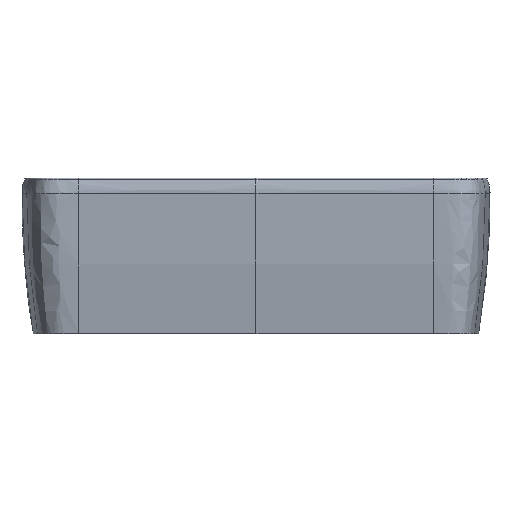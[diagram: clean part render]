
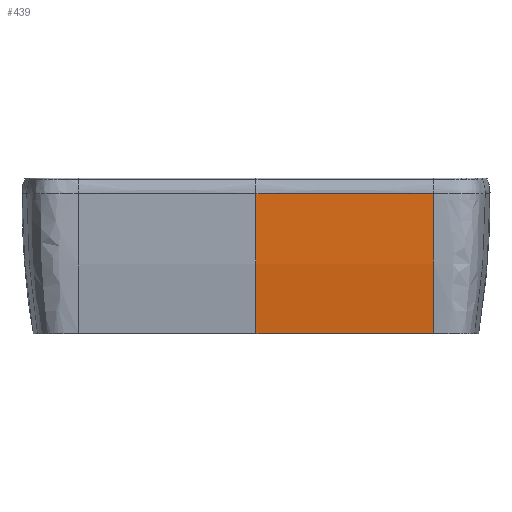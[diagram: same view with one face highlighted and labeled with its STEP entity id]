
A CAD part, front view. The second image highlights one B-rep face of the part: STEP entity #439.
In plain terms, the highlighted free-form (B-spline) face has degree [5, 5] with [9, 6] control points.
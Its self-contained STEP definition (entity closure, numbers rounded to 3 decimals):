
#439=ADVANCED_FACE('',(#981),#8074,.T.);
#981=FACE_OUTER_BOUND('',#1522,.T.);
#1522=EDGE_LOOP('',(#3748,#3749,#3750,#3751));
#3748=ORIENTED_EDGE('',*,*,#5383,.T.);
#3749=ORIENTED_EDGE('',*,*,#5349,.F.);
#3750=ORIENTED_EDGE('',*,*,#5350,.T.);
#3751=ORIENTED_EDGE('',*,*,#5371,.T.);
#5349=EDGE_CURVE('',#7669,#7681,#6678,.T.);
#5350=EDGE_CURVE('',#7669,#7670,#6679,.T.);
#5371=EDGE_CURVE('',#7670,#7682,#6700,.T.);
#5383=EDGE_CURVE('',#7682,#7681,#6712,.T.);
#6678=B_SPLINE_CURVE_WITH_KNOTS('',5,(#91174,#91175,#91176,#91177,#91178,
#91179,#91180,#91181,#91182),.UNSPECIFIED.,.F.,.F.,(6,3,6),(0.,5.652,
542.046),.UNSPECIFIED.);
#6679=B_SPLINE_CURVE_WITH_KNOTS('',5,(#91183,#91184,#91185,#91186,#91187,
#91188),.UNSPECIFIED.,.F.,.F.,(6,6),(-500968.004,-500000.),
 .UNSPECIFIED.);
#6700=B_SPLINE_CURVE_WITH_KNOTS('',5,(#91373,#91374,#91375,#91376,#91377,
#91378,#91379,#91380,#91381),.UNSPECIFIED.,.F.,.F.,(6,3,6),(0.,5.633,
540.278),.UNSPECIFIED.);
#6712=B_SPLINE_CURVE_WITH_KNOTS('',5,(#91832,#91833,#91834,#91835,#91836,
#91837),.UNSPECIFIED.,.F.,.F.,(6,6),(500000.,500968.004),
 .UNSPECIFIED.);
#7669=VERTEX_POINT('',#86618);
#7670=VERTEX_POINT('',#86619);
#7681=VERTEX_POINT('',#86630);
#7682=VERTEX_POINT('',#86631);
#8074=B_SPLINE_SURFACE_WITH_KNOTS('',5,5,((#50164,#50165,#50166,#50167,
#50168,#50169),(#50170,#50171,#50172,#50173,#50174,#50175),(#50176,#50177,
#50178,#50179,#50180,#50181),(#50182,#50183,#50184,#50185,#50186,#50187),
(#50188,#50189,#50190,#50191,#50192,#50193),(#50194,#50195,#50196,#50197,
#50198,#50199),(#50200,#50201,#50202,#50203,#50204,#50205),(#50206,#50207,
#50208,#50209,#50210,#50211),(#50212,#50213,#50214,#50215,#50216,#50217)),
 .UNSPECIFIED.,.F.,.F.,.F.,(6,3,6),(6,6),(0.,5.633,
540.278),(500000.,500968.004),.UNSPECIFIED.);
#50164=CARTESIAN_POINT('',(0.,-433.48,239.142));
#50165=CARTESIAN_POINT('',(136.913,-433.48,239.142));
#50166=CARTESIAN_POINT('',(273.826,-433.012,239.142));
#50167=CARTESIAN_POINT('',(410.741,-432.075,239.142));
#50168=CARTESIAN_POINT('',(547.646,-430.669,239.142));
#50169=CARTESIAN_POINT('',(684.546,-428.795,239.142));
#50170=CARTESIAN_POINT('',(0.,-433.483,238.015));
#50171=CARTESIAN_POINT('',(136.912,-433.483,238.015));
#50172=CARTESIAN_POINT('',(273.825,-433.014,238.015));
#50173=CARTESIAN_POINT('',(410.74,-432.077,238.015));
#50174=CARTESIAN_POINT('',(547.645,-430.672,238.015));
#50175=CARTESIAN_POINT('',(684.545,-428.798,238.015));
#50176=CARTESIAN_POINT('',(0.,-433.48,236.889));
#50177=CARTESIAN_POINT('',(136.912,-433.48,236.889));
#50178=CARTESIAN_POINT('',(273.825,-433.011,236.889));
#50179=CARTESIAN_POINT('',(410.739,-432.074,236.889));
#50180=CARTESIAN_POINT('',(547.644,-430.668,236.889));
#50181=CARTESIAN_POINT('',(684.543,-428.794,236.889));
#50182=CARTESIAN_POINT('',(0.,-433.477,233.865));
#50183=CARTESIAN_POINT('',(136.911,-433.477,233.865));
#50184=CARTESIAN_POINT('',(273.824,-433.008,233.865));
#50185=CARTESIAN_POINT('',(410.737,-432.071,233.865));
#50186=CARTESIAN_POINT('',(547.641,-430.666,233.865));
#50187=CARTESIAN_POINT('',(684.54,-428.792,233.865));
#50188=CARTESIAN_POINT('',(0.,-433.287,125.81));
#50189=CARTESIAN_POINT('',(136.889,-433.287,125.809));
#50190=CARTESIAN_POINT('',(273.778,-432.818,125.809));
#50191=CARTESIAN_POINT('',(410.668,-431.88,125.809));
#50192=CARTESIAN_POINT('',(547.549,-430.474,125.809));
#50193=CARTESIAN_POINT('',(684.426,-428.603,125.81));
#50194=CARTESIAN_POINT('',(0.,-428.919,17.763));
#50195=CARTESIAN_POINT('',(136.866,-428.919,17.763));
#50196=CARTESIAN_POINT('',(273.732,-428.449,17.763));
#50197=CARTESIAN_POINT('',(410.599,-427.51,17.763));
#50198=CARTESIAN_POINT('',(547.458,-426.105,17.763));
#50199=CARTESIAN_POINT('',(684.311,-424.235,17.763));
#50200=CARTESIAN_POINT('',(0.,-420.504,-88.939));
#50201=CARTESIAN_POINT('',(136.843,-420.504,-88.939));
#50202=CARTESIAN_POINT('',(273.687,-420.034,-88.939));
#50203=CARTESIAN_POINT('',(410.53,-419.096,-88.939));
#50204=CARTESIAN_POINT('',(547.367,-417.691,-88.939));
#50205=CARTESIAN_POINT('',(684.198,-415.821,-88.939));
#50206=CARTESIAN_POINT('',(0.,-408.014,-195.215));
#50207=CARTESIAN_POINT('',(136.821,-408.014,-195.215));
#50208=CARTESIAN_POINT('',(273.642,-407.545,-195.215));
#50209=CARTESIAN_POINT('',(410.462,-406.607,-195.215));
#50210=CARTESIAN_POINT('',(547.276,-405.202,-195.215));
#50211=CARTESIAN_POINT('',(684.084,-403.332,-195.215));
#50212=CARTESIAN_POINT('',(0.,-391.48,-300.858));
#50213=CARTESIAN_POINT('',(136.798,-391.48,-300.858));
#50214=CARTESIAN_POINT('',(273.597,-391.012,-300.858));
#50215=CARTESIAN_POINT('',(410.393,-390.076,-300.858));
#50216=CARTESIAN_POINT('',(547.185,-388.672,-300.858));
#50217=CARTESIAN_POINT('',(683.971,-386.799,-300.858));
#86618=CARTESIAN_POINT('',(684.546,-428.795,239.142));
#86619=CARTESIAN_POINT('',(0.,-433.48,239.142));
#86630=CARTESIAN_POINT('',(683.971,-386.799,-300.858));
#86631=CARTESIAN_POINT('',(0.,-391.48,-300.858));
#91174=CARTESIAN_POINT('',(684.546,-428.795,239.142));
#91175=CARTESIAN_POINT('',(684.545,-428.798,238.015));
#91176=CARTESIAN_POINT('',(684.543,-428.794,236.889));
#91177=CARTESIAN_POINT('',(684.54,-428.792,233.865));
#91178=CARTESIAN_POINT('',(684.426,-428.603,125.81));
#91179=CARTESIAN_POINT('',(684.311,-424.235,17.763));
#91180=CARTESIAN_POINT('',(684.198,-415.821,-88.939));
#91181=CARTESIAN_POINT('',(684.084,-403.332,-195.215));
#91182=CARTESIAN_POINT('',(683.971,-386.799,-300.858));
#91183=CARTESIAN_POINT('',(684.546,-428.795,239.142));
#91184=CARTESIAN_POINT('',(547.646,-430.669,239.142));
#91185=CARTESIAN_POINT('',(410.741,-432.075,239.142));
#91186=CARTESIAN_POINT('',(273.826,-433.012,239.142));
#91187=CARTESIAN_POINT('',(136.913,-433.48,239.142));
#91188=CARTESIAN_POINT('',(0.,-433.48,239.142));
#91373=CARTESIAN_POINT('',(0.,-433.48,239.142));
#91374=CARTESIAN_POINT('',(0.,-433.483,238.015));
#91375=CARTESIAN_POINT('',(0.,-433.48,236.889));
#91376=CARTESIAN_POINT('',(0.,-433.477,233.865));
#91377=CARTESIAN_POINT('',(0.,-433.287,125.81));
#91378=CARTESIAN_POINT('',(0.,-428.919,17.763));
#91379=CARTESIAN_POINT('',(0.,-420.504,-88.939));
#91380=CARTESIAN_POINT('',(0.,-408.014,-195.215));
#91381=CARTESIAN_POINT('',(0.,-391.48,-300.858));
#91832=CARTESIAN_POINT('',(0.,-391.48,-300.858));
#91833=CARTESIAN_POINT('',(136.798,-391.48,-300.858));
#91834=CARTESIAN_POINT('',(273.597,-391.012,-300.858));
#91835=CARTESIAN_POINT('',(410.393,-390.076,-300.858));
#91836=CARTESIAN_POINT('',(547.185,-388.672,-300.858));
#91837=CARTESIAN_POINT('',(683.971,-386.799,-300.858));
